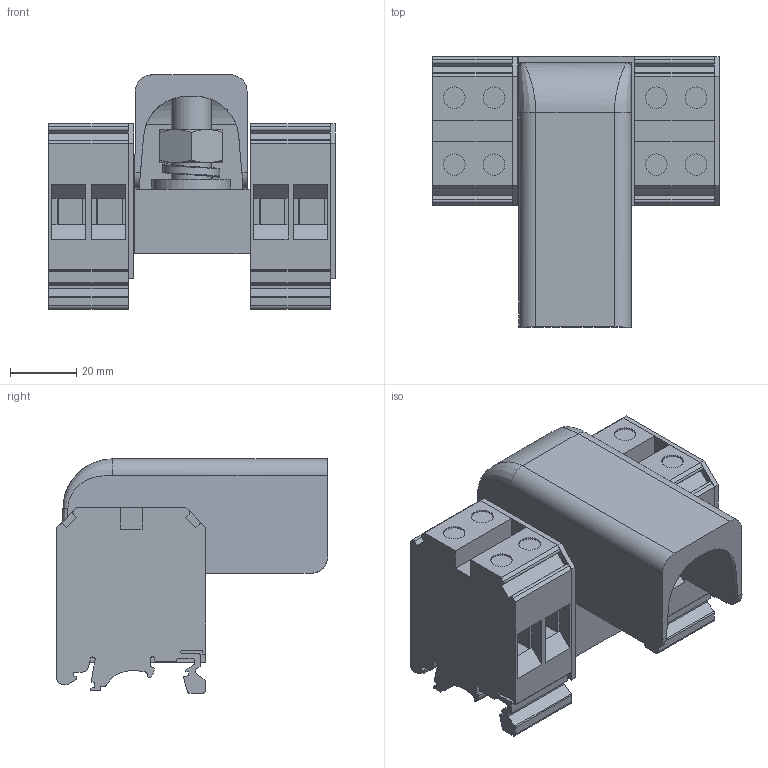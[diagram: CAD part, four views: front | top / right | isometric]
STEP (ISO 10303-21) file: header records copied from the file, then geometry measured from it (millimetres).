
FILE_DESCRIPTION(/* description */ ('Unknown'),/* implementation_level */ '2;1');
FILE_NAME(/* name */ 'DBK150-25-1X4_3D_SOLID',/* time_stamp */ '2024-11-19T14:00:31+06:00',/* author */ ('Unknown'),/* organization */ ('Unknown'),/* preprocessor_version */ 'ST-DEVELOPER v16.7',/* originating_system */ 'Solid Edge',/* authorisation */ 'Unknown');
FILE_SCHEMA (('AUTOMOTIVE_DESIGN {1 0 10303 214 3 1 1}'));
Length unit declared in the file: millimetre
Products named in the file (1): DBK150-25-1X4_3D_SOLID
Bounding box: 86.51 x 81.88 x 70.7 mm (x, y, z)
Volume: 149113.3 mm3; surface area: 61753.5 mm2
Topology: 1 solids, 3 shells, 545 faces, 1483 edges, 976 vertices
Faces by surface type: plane 386, cylinder 91, bspline 55, cone 13
Full cylindrical faces by diameter (mm): 2 x4, 6.5 x8, 12 x2, 14 x1, 23.7 x1
Entity records: 23535 total; most frequent: CARTESIAN_POINT 6355, ORIENTED_EDGE 2912, DIRECTION 2462, EDGE_CURVE 1456, LINE 1102, VECTOR 1102, VERTEX_POINT 970, AXIS2_PLACEMENT_3D 680
